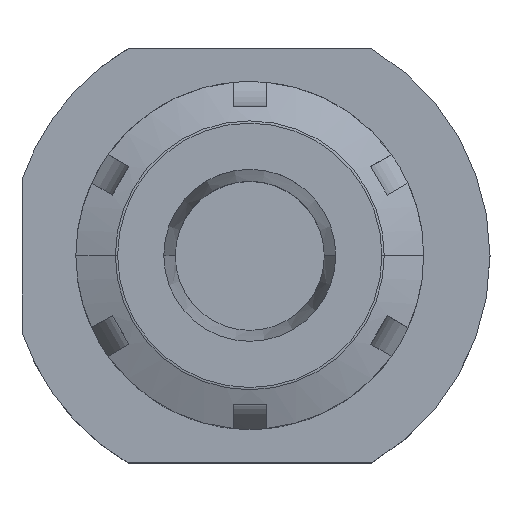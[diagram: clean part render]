
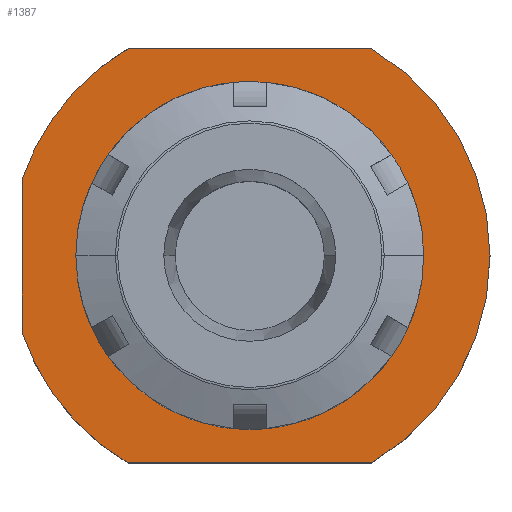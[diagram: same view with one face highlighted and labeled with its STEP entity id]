
A CAD part, top view. The second image highlights one B-rep face of the part: STEP entity #1387.
In plain terms, the highlighted planar face has unit normal (0, 0, 1).
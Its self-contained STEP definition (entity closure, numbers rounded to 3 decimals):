
#5 = EDGE_CURVE ( 'NONE', #4431, #4478, #2715, .T. ) ;
#18 = EDGE_LOOP ( 'NONE', ( #5045, #1070, #2722, #5700, #872, #5201 ) ) ;
#174 = ORIENTED_EDGE ( 'NONE', *, *, #4239, .F. ) ;
#203 = CARTESIAN_POINT ( 'NONE',  ( 14.697, -25., 66. ) ) ;
#231 = CIRCLE ( 'NONE', #4118, 29. ) ;
#426 = DIRECTION ( 'NONE',  ( 1., 0., 0. ) ) ;
#470 = CARTESIAN_POINT ( 'NONE',  ( -27.5, -9.206, 66. ) ) ;
#490 = CARTESIAN_POINT ( 'NONE',  ( -27.5, 9.206, 66. ) ) ;
#564 = VECTOR ( 'NONE', #3077, 1000. ) ;
#723 = DIRECTION ( 'NONE',  ( 0., 0., 1. ) ) ;
#798 = CARTESIAN_POINT ( 'NONE',  ( 16., 0., 66. ) ) ;
#872 = ORIENTED_EDGE ( 'NONE', *, *, #5779, .T. ) ;
#893 = FACE_OUTER_BOUND ( 'NONE', #18, .T. ) ;
#1032 = EDGE_CURVE ( 'NONE', #5138, #5189, #2490, .T. ) ;
#1051 = AXIS2_PLACEMENT_3D ( 'NONE', #3249, #2795, #4221 ) ;
#1056 = EDGE_CURVE ( 'NONE', #5174, #5764, #2859, .T. ) ;
#1070 = ORIENTED_EDGE ( 'NONE', *, *, #5, .T. ) ;
#1190 = EDGE_LOOP ( 'NONE', ( #174, #1780 ) ) ;
#1243 = CARTESIAN_POINT ( 'NONE',  ( -27.5, 9.206, 66. ) ) ;
#1387 = ADVANCED_FACE ( 'NONE', ( #2041, #893 ), #4524, .T. ) ;
#1414 = CARTESIAN_POINT ( 'NONE',  ( 0., 25., 66. ) ) ;
#1558 = CARTESIAN_POINT ( 'NONE',  ( -16., 0., 66. ) ) ;
#1671 = DIRECTION ( 'NONE',  ( 1., 0., 0. ) ) ;
#1687 = CIRCLE ( 'NONE', #1051, 29. ) ;
#1780 = ORIENTED_EDGE ( 'NONE', *, *, #1056, .F. ) ;
#2041 = FACE_BOUND ( 'NONE', #1190, .T. ) ;
#2097 = CARTESIAN_POINT ( 'NONE',  ( 0., 0., 66. ) ) ;
#2125 = AXIS2_PLACEMENT_3D ( 'NONE', #2097, #723, #1671 ) ;
#2379 = DIRECTION ( 'NONE',  ( 0., 0., 1. ) ) ;
#2490 = LINE ( 'NONE', #1414, #4308 ) ;
#2491 = LINE ( 'NONE', #3588, #3714 ) ;
#2511 = CARTESIAN_POINT ( 'NONE',  ( -14.697, 25., 66. ) ) ;
#2622 = CARTESIAN_POINT ( 'NONE',  ( 0., 0., 66. ) ) ;
#2639 = DIRECTION ( 'NONE',  ( -1., 0., 0. ) ) ;
#2662 = DIRECTION ( 'NONE',  ( 1., 0., 0. ) ) ;
#2715 = LINE ( 'NONE', #1243, #564 ) ;
#2722 = ORIENTED_EDGE ( 'NONE', *, *, #2841, .T. ) ;
#2794 = CARTESIAN_POINT ( 'NONE',  ( 0., 0., 66. ) ) ;
#2795 = DIRECTION ( 'NONE',  ( 0., 0., 1. ) ) ;
#2841 = EDGE_CURVE ( 'NONE', #4478, #4010, #4709, .T. ) ;
#2859 = CIRCLE ( 'NONE', #5898, 16. ) ;
#3077 = DIRECTION ( 'NONE',  ( 0., -1., 0. ) ) ;
#3096 = CARTESIAN_POINT ( 'NONE',  ( 0., 0., 66. ) ) ;
#3152 = VERTEX_POINT ( 'NONE', #203 ) ;
#3249 = CARTESIAN_POINT ( 'NONE',  ( 0., 0., 66. ) ) ;
#3271 = DIRECTION ( 'NONE',  ( -1., 0., 0. ) ) ;
#3588 = CARTESIAN_POINT ( 'NONE',  ( 0., -25., 66. ) ) ;
#3607 = DIRECTION ( 'NONE',  ( 0., 0., 1. ) ) ;
#3714 = VECTOR ( 'NONE', #2639, 1000. ) ;
#3801 = EDGE_CURVE ( 'NONE', #3152, #4010, #2491, .T. ) ;
#3994 = DIRECTION ( 'NONE',  ( 1., 0., 0. ) ) ;
#4010 = VERTEX_POINT ( 'NONE', #5076 ) ;
#4027 = EDGE_CURVE ( 'NONE', #5189, #4431, #1687, .T. ) ;
#4048 = DIRECTION ( 'NONE',  ( 0., 0., 1. ) ) ;
#4118 = AXIS2_PLACEMENT_3D ( 'NONE', #2622, #3607, #2662 ) ;
#4197 = DIRECTION ( 'NONE',  ( 1., 0., 0. ) ) ;
#4221 = DIRECTION ( 'NONE',  ( 1., 0., 0. ) ) ;
#4239 = EDGE_CURVE ( 'NONE', #5764, #5174, #5302, .T. ) ;
#4259 = CARTESIAN_POINT ( 'NONE',  ( 14.697, 25., 66. ) ) ;
#4308 = VECTOR ( 'NONE', #3271, 1000. ) ;
#4431 = VERTEX_POINT ( 'NONE', #490 ) ;
#4478 = VERTEX_POINT ( 'NONE', #470 ) ;
#4524 = PLANE ( 'NONE',  #5283 ) ;
#4709 = CIRCLE ( 'NONE', #5100, 29. ) ;
#4981 = CARTESIAN_POINT ( 'NONE',  ( 0.75, 0., 66. ) ) ;
#5045 = ORIENTED_EDGE ( 'NONE', *, *, #4027, .T. ) ;
#5076 = CARTESIAN_POINT ( 'NONE',  ( -14.697, -25., 66. ) ) ;
#5100 = AXIS2_PLACEMENT_3D ( 'NONE', #3096, #5970, #426 ) ;
#5138 = VERTEX_POINT ( 'NONE', #4259 ) ;
#5174 = VERTEX_POINT ( 'NONE', #1558 ) ;
#5189 = VERTEX_POINT ( 'NONE', #2511 ) ;
#5201 = ORIENTED_EDGE ( 'NONE', *, *, #1032, .T. ) ;
#5283 = AXIS2_PLACEMENT_3D ( 'NONE', #4981, #4048, #3994 ) ;
#5302 = CIRCLE ( 'NONE', #2125, 16. ) ;
#5700 = ORIENTED_EDGE ( 'NONE', *, *, #3801, .F. ) ;
#5764 = VERTEX_POINT ( 'NONE', #798 ) ;
#5779 = EDGE_CURVE ( 'NONE', #3152, #5138, #231, .T. ) ;
#5898 = AXIS2_PLACEMENT_3D ( 'NONE', #2794, #2379, #4197 ) ;
#5970 = DIRECTION ( 'NONE',  ( 0., 0., 1. ) ) ;
